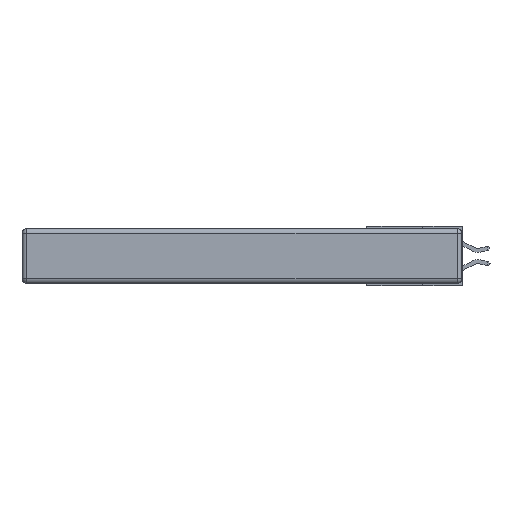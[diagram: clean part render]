
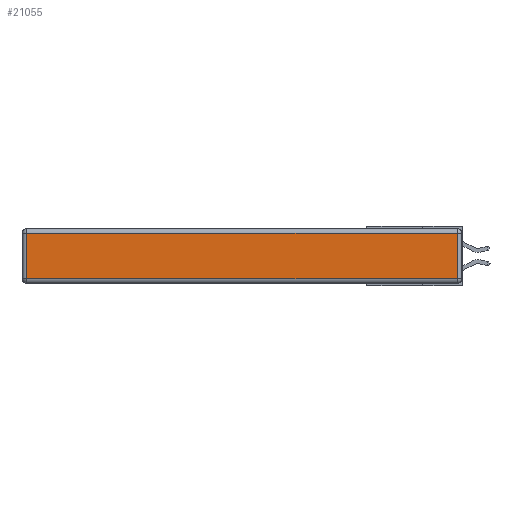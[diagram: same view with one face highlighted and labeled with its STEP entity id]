
A CAD part, left-side view. The second image highlights one B-rep face of the part: STEP entity #21055.
In plain terms, the highlighted planar face has unit normal (-1, 0, 0).
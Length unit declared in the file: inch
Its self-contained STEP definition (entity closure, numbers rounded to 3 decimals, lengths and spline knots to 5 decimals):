
#240 = DIRECTION ( 'NONE',  ( 0., 0., 1. ) ) ;
#292 = CARTESIAN_POINT ( 'NONE',  ( 0., 2.75, -0.03 ) ) ;
#2104 = DIRECTION ( 'NONE',  ( 0., -1., 0. ) ) ;
#4214 = CARTESIAN_POINT ( 'NONE',  ( 0., 2.72, -0.313 ) ) ;
#4267 = ORIENTED_EDGE ( 'NONE', *, *, #8181, .T. ) ;
#5627 = EDGE_LOOP ( 'NONE', ( #15489, #20536, #4267, #16918 ) ) ;
#7393 = CARTESIAN_POINT ( 'NONE',  ( 0., 0.03, -0.343 ) ) ;
#7450 = VECTOR ( 'NONE', #2104, 39.37008 ) ;
#8181 = EDGE_CURVE ( 'NONE', #19059, #8235, #16113, .T. ) ;
#8235 = VERTEX_POINT ( 'NONE', #18262 ) ;
#8531 = CARTESIAN_POINT ( 'NONE',  ( 0., 0.03, -0.03 ) ) ;
#8832 = VERTEX_POINT ( 'NONE', #8898 ) ;
#8898 = CARTESIAN_POINT ( 'NONE',  ( 0., 0.03, -0.313 ) ) ;
#9020 = CARTESIAN_POINT ( 'NONE',  ( 0., 0., -0.313 ) ) ;
#9890 = VERTEX_POINT ( 'NONE', #4214 ) ;
#10394 = CARTESIAN_POINT ( 'NONE',  ( 0., 2.72, -0.343 ) ) ;
#11570 = DIRECTION ( 'NONE',  ( -1., 0., 0. ) ) ;
#12215 = AXIS2_PLACEMENT_3D ( 'NONE', #17087, #11570, #15062 ) ;
#12503 = EDGE_CURVE ( 'NONE', #8235, #9890, #19003, .T. ) ;
#13201 = EDGE_CURVE ( 'NONE', #9890, #8832, #21511, .T. ) ;
#13871 = VECTOR ( 'NONE', #18340, 39.37008 ) ;
#15062 = DIRECTION ( 'NONE',  ( 0., 0., 1. ) ) ;
#15489 = ORIENTED_EDGE ( 'NONE', *, *, #13201, .T. ) ;
#16113 = LINE ( 'NONE', #292, #13871 ) ;
#16918 = ORIENTED_EDGE ( 'NONE', *, *, #12503, .T. ) ;
#17087 = CARTESIAN_POINT ( 'NONE',  ( 0., 0., -0.343 ) ) ;
#18262 = CARTESIAN_POINT ( 'NONE',  ( 0., 2.72, -0.03 ) ) ;
#18340 = DIRECTION ( 'NONE',  ( 0., 1., 0. ) ) ;
#18771 = FACE_OUTER_BOUND ( 'NONE', #5627, .T. ) ;
#19003 = LINE ( 'NONE', #10394, #21127 ) ;
#19059 = VERTEX_POINT ( 'NONE', #8531 ) ;
#20479 = PLANE ( 'NONE',  #12215 ) ;
#20536 = ORIENTED_EDGE ( 'NONE', *, *, #21460, .T. ) ;
#20959 = VECTOR ( 'NONE', #240, 39.37008 ) ;
#21055 = ADVANCED_FACE ( 'NONE', ( #18771 ), #20479, .T. ) ;
#21127 = VECTOR ( 'NONE', #22977, 39.37008 ) ;
#21460 = EDGE_CURVE ( 'NONE', #8832, #19059, #21533, .T. ) ;
#21511 = LINE ( 'NONE', #9020, #7450 ) ;
#21533 = LINE ( 'NONE', #7393, #20959 ) ;
#22977 = DIRECTION ( 'NONE',  ( 0., 0., -1. ) ) ;
